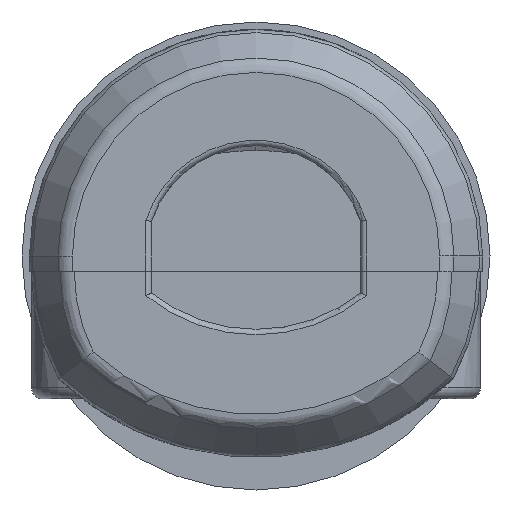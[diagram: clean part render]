
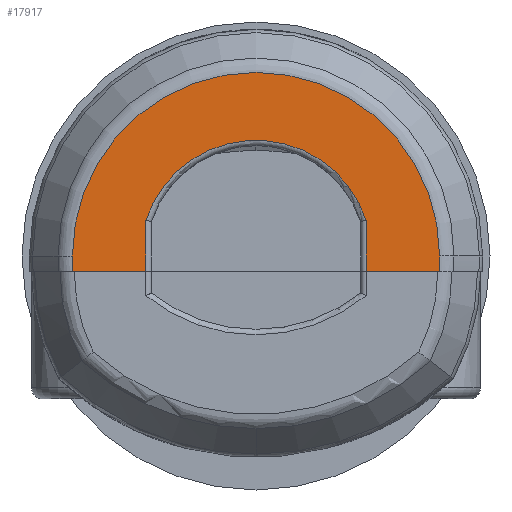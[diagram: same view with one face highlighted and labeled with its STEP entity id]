
A CAD part, left-side view. The second image highlights one B-rep face of the part: STEP entity #17917.
In plain terms, the highlighted planar face has unit normal (-1, 0, 0).
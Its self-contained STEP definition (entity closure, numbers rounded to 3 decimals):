
#1311 = CARTESIAN_POINT ( 'NONE',  ( -43.707, -12.535, 0. ) ) ;
#1373 = CARTESIAN_POINT ( 'NONE',  ( -43.707, 0., 0. ) ) ;
#1448 = CARTESIAN_POINT ( 'NONE',  ( -43.707, -12.492, -1.041 ) ) ;
#2801 = DIRECTION ( 'NONE',  ( 0., -1., 0. ) ) ;
#2918 = CARTESIAN_POINT ( 'NONE',  ( -43.707, 0., 0. ) ) ;
#3422 = CARTESIAN_POINT ( 'NONE',  ( -43.707, 7.518, 2.424 ) ) ;
#3806 = ORIENTED_EDGE ( 'NONE', *, *, #5588, .T. ) ;
#4036 = CARTESIAN_POINT ( 'NONE',  ( -43.707, -7.518, -1.013 ) ) ;
#4619 = DIRECTION ( 'NONE',  ( 0., -1., 0. ) ) ;
#5002 = ORIENTED_EDGE ( 'NONE', *, *, #10434, .T. ) ;
#5418 = AXIS2_PLACEMENT_3D ( 'NONE', #2918, #10061, #10415 ) ;
#5422 = VECTOR ( 'NONE', #20552, 1000. ) ;
#5588 = EDGE_CURVE ( 'NONE', #9147, #22986, #6346, .T. ) ;
#6346 = LINE ( 'NONE', #18340, #5422 ) ;
#6550 = DIRECTION ( 'NONE',  ( 0., 0., 1. ) ) ;
#6912 = CARTESIAN_POINT ( 'NONE',  ( -43.707, 12.492, -1.041 ) ) ;
#7044 = VECTOR ( 'NONE', #7210, 1000. ) ;
#7210 = DIRECTION ( 'NONE',  ( 0., -1., 0. ) ) ;
#8517 = DIRECTION ( 'NONE',  ( 0., -1., 0. ) ) ;
#8734 = EDGE_CURVE ( 'NONE', #14658, #22986, #15457, .T. ) ;
#9000 = ORIENTED_EDGE ( 'NONE', *, *, #16620, .F. ) ;
#9147 = VERTEX_POINT ( 'NONE', #16431 ) ;
#9182 = VERTEX_POINT ( 'NONE', #15453 ) ;
#9268 = VERTEX_POINT ( 'NONE', #13859 ) ;
#9754 = CARTESIAN_POINT ( 'NONE',  ( -43.707, 0., 0. ) ) ;
#10061 = DIRECTION ( 'NONE',  ( 1., 0., 0. ) ) ;
#10415 = DIRECTION ( 'NONE',  ( 0., -1., 0. ) ) ;
#10434 = EDGE_CURVE ( 'NONE', #17669, #9182, #19908, .T. ) ;
#11019 = VERTEX_POINT ( 'NONE', #6912 ) ;
#11142 = DIRECTION ( 'NONE',  ( 0., 0., 1. ) ) ;
#11253 = CARTESIAN_POINT ( 'NONE',  ( -43.707, 7.518, -1.013 ) ) ;
#12027 = EDGE_CURVE ( 'NONE', #9268, #17669, #14685, .T. ) ;
#12522 = ORIENTED_EDGE ( 'NONE', *, *, #8734, .F. ) ;
#12973 = CIRCLE ( 'NONE', #18898, 12.535 ) ;
#13336 = VERTEX_POINT ( 'NONE', #15913 ) ;
#13859 = CARTESIAN_POINT ( 'NONE',  ( -43.707, 7.518, -1.041 ) ) ;
#14169 = CIRCLE ( 'NONE', #18992, 12.535 ) ;
#14181 = LINE ( 'NONE', #4036, #20194 ) ;
#14260 = EDGE_CURVE ( 'NONE', #11019, #9268, #19193, .T. ) ;
#14376 = VECTOR ( 'NONE', #11142, 1000. ) ;
#14588 = ORIENTED_EDGE ( 'NONE', *, *, #22047, .F. ) ;
#14658 = VERTEX_POINT ( 'NONE', #1311 ) ;
#14685 = LINE ( 'NONE', #11253, #14376 ) ;
#14997 = ORIENTED_EDGE ( 'NONE', *, *, #18201, .T. ) ;
#15190 = DIRECTION ( 'NONE',  ( 1., 0., 0. ) ) ;
#15453 = CARTESIAN_POINT ( 'NONE',  ( -43.707, -7.518, 2.424 ) ) ;
#15457 = CIRCLE ( 'NONE', #17318, 12.535 ) ;
#15913 = CARTESIAN_POINT ( 'NONE',  ( -43.707, 12.535, 0. ) ) ;
#16431 = CARTESIAN_POINT ( 'NONE',  ( -43.707, -7.518, -1.041 ) ) ;
#16620 = EDGE_CURVE ( 'NONE', #11019, #13336, #14169, .T. ) ;
#16885 = DIRECTION ( 'NONE',  ( 1., 0., 0. ) ) ;
#17318 = AXIS2_PLACEMENT_3D ( 'NONE', #1373, #20834, #8517 ) ;
#17370 = PLANE ( 'NONE',  #19052 ) ;
#17669 = VERTEX_POINT ( 'NONE', #3422 ) ;
#17917 = ADVANCED_FACE ( 'NONE', ( #22267 ), #17370, .T. ) ;
#18112 = CARTESIAN_POINT ( 'NONE',  ( -43.707, 0., 0. ) ) ;
#18201 = EDGE_CURVE ( 'NONE', #9182, #9147, #14181, .T. ) ;
#18340 = CARTESIAN_POINT ( 'NONE',  ( -43.707, 0., -1.041 ) ) ;
#18792 = ORIENTED_EDGE ( 'NONE', *, *, #14260, .T. ) ;
#18898 = AXIS2_PLACEMENT_3D ( 'NONE', #9754, #15190, #4619 ) ;
#18992 = AXIS2_PLACEMENT_3D ( 'NONE', #18112, #16885, #2801 ) ;
#19052 = AXIS2_PLACEMENT_3D ( 'NONE', #20880, #22728, #6550 ) ;
#19193 = LINE ( 'NONE', #22931, #7044 ) ;
#19908 = CIRCLE ( 'NONE', #5418, 7.899 ) ;
#20194 = VECTOR ( 'NONE', #21266, 1000. ) ;
#20552 = DIRECTION ( 'NONE',  ( 0., -1., 0. ) ) ;
#20834 = DIRECTION ( 'NONE',  ( 1., 0., 0. ) ) ;
#20880 = CARTESIAN_POINT ( 'NONE',  ( -43.707, -14.124, 13.035 ) ) ;
#21266 = DIRECTION ( 'NONE',  ( 0., 0., -1. ) ) ;
#21471 = EDGE_LOOP ( 'NONE', ( #12522, #14588, #9000, #18792, #21537, #5002, #14997, #3806 ) ) ;
#21537 = ORIENTED_EDGE ( 'NONE', *, *, #12027, .T. ) ;
#22047 = EDGE_CURVE ( 'NONE', #13336, #14658, #12973, .T. ) ;
#22267 = FACE_OUTER_BOUND ( 'NONE', #21471, .T. ) ;
#22728 = DIRECTION ( 'NONE',  ( -1., 0., 0. ) ) ;
#22931 = CARTESIAN_POINT ( 'NONE',  ( -43.707, 0., -1.041 ) ) ;
#22986 = VERTEX_POINT ( 'NONE', #1448 ) ;
